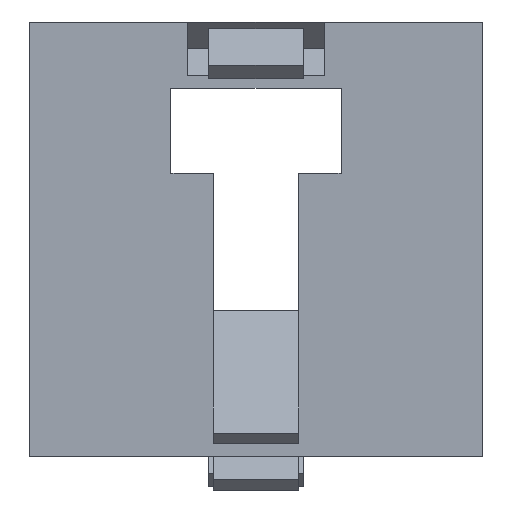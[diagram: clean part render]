
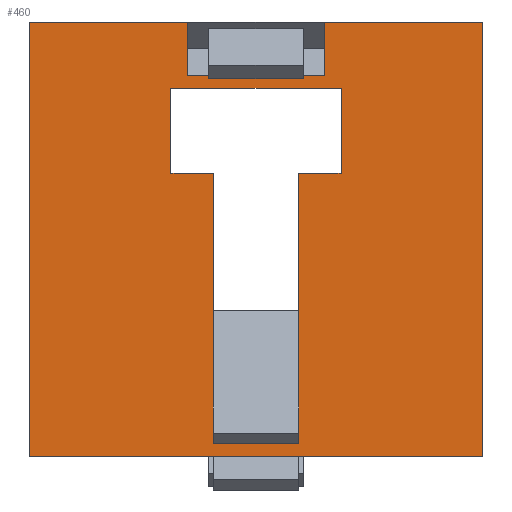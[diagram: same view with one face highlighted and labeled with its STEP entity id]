
A CAD part, front view. The second image highlights one B-rep face of the part: STEP entity #460.
In plain terms, the highlighted planar face has unit normal (0, -1, 0).
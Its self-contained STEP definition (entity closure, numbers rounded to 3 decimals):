
#8 = CARTESIAN_POINT ( 'NONE',  ( 24., 0., 0. ) ) ;
#10 = DIRECTION ( 'NONE',  ( 0., 0., 1. ) ) ;
#43 = CARTESIAN_POINT ( 'NONE',  ( 24., 0., 46. ) ) ;
#51 = VECTOR ( 'NONE', #547, 1000. ) ;
#58 = EDGE_CURVE ( 'NONE', #1426, #930, #1023, .T. ) ;
#67 = LINE ( 'NONE', #1518, #561 ) ;
#79 = ORIENTED_EDGE ( 'NONE', *, *, #517, .F. ) ;
#81 = DIRECTION ( 'NONE',  ( -1., 0., 0. ) ) ;
#99 = DIRECTION ( 'NONE',  ( -1., 0., 0. ) ) ;
#104 = CARTESIAN_POINT ( 'NONE',  ( 24., 0., 3.879 ) ) ;
#108 = VERTEX_POINT ( 'NONE', #1265 ) ;
#112 = DIRECTION ( 'NONE',  ( 0., 0., 1. ) ) ;
#127 = CARTESIAN_POINT ( 'NONE',  ( -4.5, 0., 30. ) ) ;
#130 = VERTEX_POINT ( 'NONE', #1055 ) ;
#140 = VERTEX_POINT ( 'NONE', #686 ) ;
#157 = DIRECTION ( 'NONE',  ( 0., 0., 1. ) ) ;
#161 = EDGE_CURVE ( 'NONE', #449, #1112, #918, .T. ) ;
#178 = ORIENTED_EDGE ( 'NONE', *, *, #1174, .T. ) ;
#180 = ORIENTED_EDGE ( 'NONE', *, *, #939, .T. ) ;
#185 = CARTESIAN_POINT ( 'NONE',  ( 9., 0., 39. ) ) ;
#187 = CARTESIAN_POINT ( 'NONE',  ( -7.25, 0., 46. ) ) ;
#202 = DIRECTION ( 'NONE',  ( 0., 0., -1. ) ) ;
#214 = ORIENTED_EDGE ( 'NONE', *, *, #351, .T. ) ;
#239 = CARTESIAN_POINT ( 'NONE',  ( -9., 0., 39. ) ) ;
#267 = CARTESIAN_POINT ( 'NONE',  ( 24., 0., 0. ) ) ;
#268 = VECTOR ( 'NONE', #1545, 1000. ) ;
#275 = EDGE_CURVE ( 'NONE', #1253, #1273, #996, .T. ) ;
#294 = CARTESIAN_POINT ( 'NONE',  ( -4.5, 0., 0. ) ) ;
#316 = DIRECTION ( 'NONE',  ( 0., 0., -1. ) ) ;
#320 = VECTOR ( 'NONE', #99, 1000. ) ;
#325 = LINE ( 'NONE', #1065, #1068 ) ;
#328 = ORIENTED_EDGE ( 'NONE', *, *, #664, .T. ) ;
#331 = DIRECTION ( 'NONE',  ( -1., 0., 0. ) ) ;
#335 = VERTEX_POINT ( 'NONE', #1101 ) ;
#351 = EDGE_CURVE ( 'NONE', #1231, #849, #67, .T. ) ;
#355 = ORIENTED_EDGE ( 'NONE', *, *, #1019, .T. ) ;
#356 = CARTESIAN_POINT ( 'NONE',  ( 9., 0., 39. ) ) ;
#376 = LINE ( 'NONE', #127, #268 ) ;
#384 = LINE ( 'NONE', #1372, #320 ) ;
#387 = CARTESIAN_POINT ( 'NONE',  ( 9., 0., 30. ) ) ;
#401 = LINE ( 'NONE', #518, #560 ) ;
#402 = DIRECTION ( 'NONE',  ( 0., 0., 1. ) ) ;
#409 = LINE ( 'NONE', #1299, #1146 ) ;
#444 = EDGE_LOOP ( 'NONE', ( #500, #180, #911, #1138, #1240, #214, #1100, #355, #748, #1474 ) ) ;
#449 = VERTEX_POINT ( 'NONE', #356 ) ;
#460 = ADVANCED_FACE ( 'NONE', ( #1269, #866 ), #1140, .T. ) ;
#467 = CARTESIAN_POINT ( 'NONE',  ( 7.25, 0., 46. ) ) ;
#500 = ORIENTED_EDGE ( 'NONE', *, *, #1216, .T. ) ;
#517 = EDGE_CURVE ( 'NONE', #820, #715, #1002, .T. ) ;
#518 = CARTESIAN_POINT ( 'NONE',  ( 24., 0., 46. ) ) ;
#523 = LINE ( 'NONE', #1033, #1070 ) ;
#547 = DIRECTION ( 'NONE',  ( -1., 0., 0. ) ) ;
#554 = ORIENTED_EDGE ( 'NONE', *, *, #1658, .T. ) ;
#560 = VECTOR ( 'NONE', #908, 1000. ) ;
#561 = VECTOR ( 'NONE', #331, 1000. ) ;
#603 = CARTESIAN_POINT ( 'NONE',  ( -4.5, 0., 30. ) ) ;
#644 = EDGE_CURVE ( 'NONE', #820, #896, #409, .T. ) ;
#659 = VERTEX_POINT ( 'NONE', #1512 ) ;
#664 = EDGE_CURVE ( 'NONE', #1358, #108, #744, .T. ) ;
#671 = CARTESIAN_POINT ( 'NONE',  ( 4.5, 0., 30. ) ) ;
#686 = CARTESIAN_POINT ( 'NONE',  ( -4.5, 0., 6. ) ) ;
#715 = VERTEX_POINT ( 'NONE', #869 ) ;
#723 = VECTOR ( 'NONE', #112, 1000. ) ;
#729 = DIRECTION ( 'NONE',  ( 1., 0., 0. ) ) ;
#744 = LINE ( 'NONE', #976, #1394 ) ;
#748 = ORIENTED_EDGE ( 'NONE', *, *, #161, .T. ) ;
#771 = CARTESIAN_POINT ( 'NONE',  ( -4.5, 0., 3.879 ) ) ;
#783 = CARTESIAN_POINT ( 'NONE',  ( 24., 0., 0. ) ) ;
#791 = LINE ( 'NONE', #294, #877 ) ;
#820 = VERTEX_POINT ( 'NONE', #783 ) ;
#826 = VECTOR ( 'NONE', #1447, 1000. ) ;
#830 = ORIENTED_EDGE ( 'NONE', *, *, #1355, .T. ) ;
#847 = EDGE_CURVE ( 'NONE', #1253, #140, #791, .T. ) ;
#849 = VERTEX_POINT ( 'NONE', #910 ) ;
#857 = ORIENTED_EDGE ( 'NONE', *, *, #644, .T. ) ;
#866 = FACE_OUTER_BOUND ( 'NONE', #1228, .T. ) ;
#869 = CARTESIAN_POINT ( 'NONE',  ( -24., 0., 0. ) ) ;
#877 = VECTOR ( 'NONE', #10, 1000. ) ;
#878 = CARTESIAN_POINT ( 'NONE',  ( -7.25, 0., 40.343 ) ) ;
#888 = DIRECTION ( 'NONE',  ( 1., 0., 0. ) ) ;
#896 = VERTEX_POINT ( 'NONE', #1330 ) ;
#908 = DIRECTION ( 'NONE',  ( -1., 0., 0. ) ) ;
#910 = CARTESIAN_POINT ( 'NONE',  ( -9., 0., 30. ) ) ;
#911 = ORIENTED_EDGE ( 'NONE', *, *, #275, .F. ) ;
#918 = LINE ( 'NONE', #185, #826 ) ;
#930 = VERTEX_POINT ( 'NONE', #187 ) ;
#933 = VECTOR ( 'NONE', #202, 1000. ) ;
#939 = EDGE_CURVE ( 'NONE', #1378, #1273, #325, .T. ) ;
#976 = CARTESIAN_POINT ( 'NONE',  ( 7.25, 0., 0. ) ) ;
#996 = LINE ( 'NONE', #104, #1102 ) ;
#1002 = LINE ( 'NONE', #267, #1585 ) ;
#1019 = EDGE_CURVE ( 'NONE', #659, #449, #523, .T. ) ;
#1023 = LINE ( 'NONE', #1135, #1044 ) ;
#1033 = CARTESIAN_POINT ( 'NONE',  ( 9., 0., 39. ) ) ;
#1044 = VECTOR ( 'NONE', #402, 1000. ) ;
#1055 = CARTESIAN_POINT ( 'NONE',  ( 4.5, 0., 30. ) ) ;
#1058 = DIRECTION ( 'NONE',  ( 0., 0., 1. ) ) ;
#1062 = EDGE_CURVE ( 'NONE', #849, #659, #1383, .T. ) ;
#1065 = CARTESIAN_POINT ( 'NONE',  ( 4.5, 0., 0. ) ) ;
#1068 = VECTOR ( 'NONE', #316, 1000. ) ;
#1070 = VECTOR ( 'NONE', #888, 1000. ) ;
#1075 = AXIS2_PLACEMENT_3D ( 'NONE', #8, #1395, #1419 ) ;
#1100 = ORIENTED_EDGE ( 'NONE', *, *, #1062, .T. ) ;
#1101 = CARTESIAN_POINT ( 'NONE',  ( -24., 0., 46. ) ) ;
#1102 = VECTOR ( 'NONE', #729, 1000. ) ;
#1112 = VERTEX_POINT ( 'NONE', #387 ) ;
#1135 = CARTESIAN_POINT ( 'NONE',  ( -7.25, 0., 0. ) ) ;
#1138 = ORIENTED_EDGE ( 'NONE', *, *, #847, .T. ) ;
#1140 = PLANE ( 'NONE',  #1075 ) ;
#1146 = VECTOR ( 'NONE', #157, 1000. ) ;
#1170 = CARTESIAN_POINT ( 'NONE',  ( -24., 0., 0. ) ) ;
#1174 = EDGE_CURVE ( 'NONE', #896, #1358, #1298, .T. ) ;
#1216 = EDGE_CURVE ( 'NONE', #130, #1378, #1327, .T. ) ;
#1228 = EDGE_LOOP ( 'NONE', ( #830, #1417, #554, #1416, #79, #857, #178, #328 ) ) ;
#1230 = VECTOR ( 'NONE', #81, 1000. ) ;
#1231 = VERTEX_POINT ( 'NONE', #603 ) ;
#1240 = ORIENTED_EDGE ( 'NONE', *, *, #1438, .T. ) ;
#1248 = DIRECTION ( 'NONE',  ( 0., 0., -1. ) ) ;
#1253 = VERTEX_POINT ( 'NONE', #771 ) ;
#1265 = CARTESIAN_POINT ( 'NONE',  ( 7.25, 0., 40.343 ) ) ;
#1269 = FACE_BOUND ( 'NONE', #444, .T. ) ;
#1271 = EDGE_CURVE ( 'NONE', #715, #335, #1554, .T. ) ;
#1273 = VERTEX_POINT ( 'NONE', #1579 ) ;
#1298 = LINE ( 'NONE', #43, #51 ) ;
#1299 = CARTESIAN_POINT ( 'NONE',  ( 24., 0., 0. ) ) ;
#1327 = LINE ( 'NONE', #671, #933 ) ;
#1330 = CARTESIAN_POINT ( 'NONE',  ( 24., 0., 46. ) ) ;
#1345 = CARTESIAN_POINT ( 'NONE',  ( 24., 0., 40.343 ) ) ;
#1355 = EDGE_CURVE ( 'NONE', #108, #1426, #1360, .T. ) ;
#1358 = VERTEX_POINT ( 'NONE', #467 ) ;
#1360 = LINE ( 'NONE', #1345, #1230 ) ;
#1372 = CARTESIAN_POINT ( 'NONE',  ( 9., 0., 30. ) ) ;
#1378 = VERTEX_POINT ( 'NONE', #1475 ) ;
#1383 = LINE ( 'NONE', #239, #723 ) ;
#1394 = VECTOR ( 'NONE', #1248, 1000. ) ;
#1395 = DIRECTION ( 'NONE',  ( 0., -1., 0. ) ) ;
#1416 = ORIENTED_EDGE ( 'NONE', *, *, #1271, .F. ) ;
#1417 = ORIENTED_EDGE ( 'NONE', *, *, #58, .T. ) ;
#1419 = DIRECTION ( 'NONE',  ( 0., 0., -1. ) ) ;
#1426 = VERTEX_POINT ( 'NONE', #878 ) ;
#1438 = EDGE_CURVE ( 'NONE', #140, #1231, #376, .T. ) ;
#1446 = EDGE_CURVE ( 'NONE', #1112, #130, #384, .T. ) ;
#1447 = DIRECTION ( 'NONE',  ( 0., 0., -1. ) ) ;
#1474 = ORIENTED_EDGE ( 'NONE', *, *, #1446, .T. ) ;
#1475 = CARTESIAN_POINT ( 'NONE',  ( 4.5, 0., 6. ) ) ;
#1512 = CARTESIAN_POINT ( 'NONE',  ( -9., 0., 39. ) ) ;
#1518 = CARTESIAN_POINT ( 'NONE',  ( -9., 0., 30. ) ) ;
#1524 = DIRECTION ( 'NONE',  ( -1., 0., 0. ) ) ;
#1545 = DIRECTION ( 'NONE',  ( 0., 0., 1. ) ) ;
#1554 = LINE ( 'NONE', #1170, #1560 ) ;
#1560 = VECTOR ( 'NONE', #1058, 1000. ) ;
#1579 = CARTESIAN_POINT ( 'NONE',  ( 4.5, 0., 3.879 ) ) ;
#1585 = VECTOR ( 'NONE', #1524, 1000. ) ;
#1658 = EDGE_CURVE ( 'NONE', #930, #335, #401, .T. ) ;
